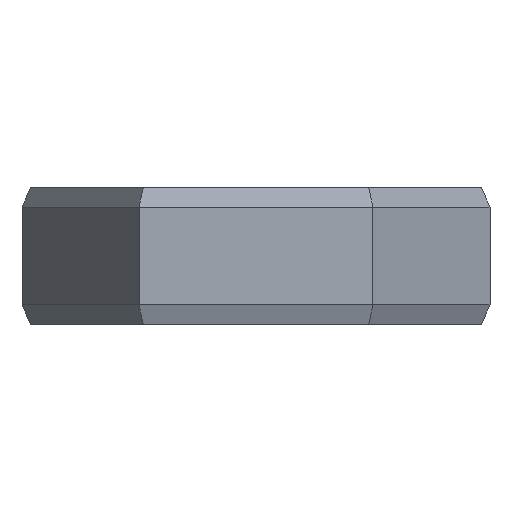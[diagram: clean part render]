
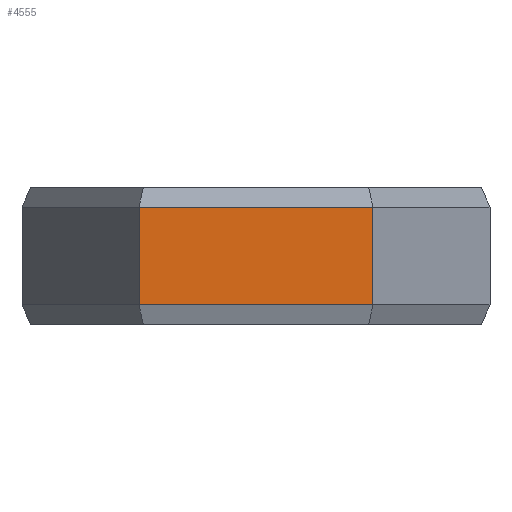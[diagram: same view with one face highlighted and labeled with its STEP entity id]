
A CAD part, front view. The second image highlights one B-rep face of the part: STEP entity #4555.
In plain terms, the highlighted planar face has unit normal (0, -1, 0).
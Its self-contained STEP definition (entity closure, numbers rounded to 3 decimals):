
#767 = B_SPLINE_SURFACE_WITH_KNOTS('',1,1,(
    (#768,#769)
    ,(#770,#771
    )),.UNSPECIFIED.,.F.,.F.,.F.,(2,2),(2,2),(0.,4.792),(0.,1.)
  ,.PIECEWISE_BEZIER_KNOTS.);
#768 = CARTESIAN_POINT('',(-2.309,-4.,0.));
#769 = CARTESIAN_POINT('',(-2.396,-4.15,0.4));
#770 = CARTESIAN_POINT('',(2.309,-4.,0.));
#771 = CARTESIAN_POINT('',(2.396,-4.15,0.4));
#2158 = PLANE('',#2159);
#2159 = AXIS2_PLACEMENT_3D('',#2160,#2161,#2162);
#2160 = CARTESIAN_POINT('',(-4.792,0.,2.4));
#2161 = DIRECTION('',(-0.866,-0.5,0.));
#2162 = DIRECTION('',(0.5,-0.866,0.));
#2541 = VERTEX_POINT('',#2542);
#2542 = CARTESIAN_POINT('',(2.396,-4.15,0.4));
#2556 = PLANE('',#2557);
#2557 = AXIS2_PLACEMENT_3D('',#2558,#2559,#2560);
#2558 = CARTESIAN_POINT('',(2.396,-4.15,2.4));
#2559 = DIRECTION('',(0.866,-0.5,0.));
#2560 = DIRECTION('',(0.5,0.866,0.));
#2593 = EDGE_CURVE('',#2594,#2541,#2596,.T.);
#2594 = VERTEX_POINT('',#2595);
#2595 = CARTESIAN_POINT('',(-2.396,-4.15,0.4));
#2596 = SURFACE_CURVE('',#2597,(#2601,#2608),.PCURVE_S1.);
#2597 = LINE('',#2598,#2599);
#2598 = CARTESIAN_POINT('',(-2.396,-4.15,0.4));
#2599 = VECTOR('',#2600,1.);
#2600 = DIRECTION('',(1.,0.,0.));
#2601 = PCURVE('',#767,#2602);
#2602 = DEFINITIONAL_REPRESENTATION('',(#2603),#2607);
#2603 = LINE('',#2604,#2605);
#2604 = CARTESIAN_POINT('',(0.,1.));
#2605 = VECTOR('',#2606,1.);
#2606 = DIRECTION('',(1.,0.));
#2607 = ( GEOMETRIC_REPRESENTATION_CONTEXT(2) 
PARAMETRIC_REPRESENTATION_CONTEXT() REPRESENTATION_CONTEXT('2D SPACE',''
  ) );
#2608 = PCURVE('',#2609,#2614);
#2609 = PLANE('',#2610);
#2610 = AXIS2_PLACEMENT_3D('',#2611,#2612,#2613);
#2611 = CARTESIAN_POINT('',(-2.396,-4.15,2.4));
#2612 = DIRECTION('',(0.,-1.,0.));
#2613 = DIRECTION('',(1.,0.,0.));
#2614 = DEFINITIONAL_REPRESENTATION('',(#2615),#2619);
#2615 = LINE('',#2616,#2617);
#2616 = CARTESIAN_POINT('',(0.,-2.));
#2617 = VECTOR('',#2618,1.);
#2618 = DIRECTION('',(1.,0.));
#2619 = ( GEOMETRIC_REPRESENTATION_CONTEXT(2) 
PARAMETRIC_REPRESENTATION_CONTEXT() REPRESENTATION_CONTEXT('2D SPACE',''
  ) );
#4385 = EDGE_CURVE('',#2594,#4386,#4388,.T.);
#4386 = VERTEX_POINT('',#4387);
#4387 = CARTESIAN_POINT('',(-2.396,-4.15,2.4));
#4388 = SURFACE_CURVE('',#4389,(#4392,#4398),.PCURVE_S1.);
#4389 = B_SPLINE_CURVE_WITH_KNOTS('',1,(#4390,#4391),.UNSPECIFIED.,.F.,
  .F.,(2,2),(0.,1.),.PIECEWISE_BEZIER_KNOTS.);
#4390 = CARTESIAN_POINT('',(-2.396,-4.15,0.4));
#4391 = CARTESIAN_POINT('',(-2.396,-4.15,2.4));
#4392 = PCURVE('',#2158,#4393);
#4393 = DEFINITIONAL_REPRESENTATION('',(#4394),#4397);
#4394 = B_SPLINE_CURVE_WITH_KNOTS('',1,(#4395,#4396),.UNSPECIFIED.,.F.,
  .F.,(2,2),(0.,1.),.PIECEWISE_BEZIER_KNOTS.);
#4395 = CARTESIAN_POINT('',(4.792,-2.));
#4396 = CARTESIAN_POINT('',(4.792,0.));
#4397 = ( GEOMETRIC_REPRESENTATION_CONTEXT(2) 
PARAMETRIC_REPRESENTATION_CONTEXT() REPRESENTATION_CONTEXT('2D SPACE',''
  ) );
#4398 = PCURVE('',#2609,#4399);
#4399 = DEFINITIONAL_REPRESENTATION('',(#4400),#4403);
#4400 = B_SPLINE_CURVE_WITH_KNOTS('',1,(#4401,#4402),.UNSPECIFIED.,.F.,
  .F.,(2,2),(0.,1.),.PIECEWISE_BEZIER_KNOTS.);
#4401 = CARTESIAN_POINT('',(0.,-2.));
#4402 = CARTESIAN_POINT('',(0.,0.));
#4403 = ( GEOMETRIC_REPRESENTATION_CONTEXT(2) 
PARAMETRIC_REPRESENTATION_CONTEXT() REPRESENTATION_CONTEXT('2D SPACE',''
  ) );
#4511 = VERTEX_POINT('',#4512);
#4512 = CARTESIAN_POINT('',(2.396,-4.15,2.4));
#4538 = EDGE_CURVE('',#2541,#4511,#4539,.T.);
#4539 = SURFACE_CURVE('',#4540,(#4543,#4549),.PCURVE_S1.);
#4540 = B_SPLINE_CURVE_WITH_KNOTS('',1,(#4541,#4542),.UNSPECIFIED.,.F.,
  .F.,(2,2),(0.,1.),.PIECEWISE_BEZIER_KNOTS.);
#4541 = CARTESIAN_POINT('',(2.396,-4.15,0.4));
#4542 = CARTESIAN_POINT('',(2.396,-4.15,2.4));
#4543 = PCURVE('',#2556,#4544);
#4544 = DEFINITIONAL_REPRESENTATION('',(#4545),#4548);
#4545 = B_SPLINE_CURVE_WITH_KNOTS('',1,(#4546,#4547),.UNSPECIFIED.,.F.,
  .F.,(2,2),(0.,1.),.PIECEWISE_BEZIER_KNOTS.);
#4546 = CARTESIAN_POINT('',(0.,-2.));
#4547 = CARTESIAN_POINT('',(0.,0.));
#4548 = ( GEOMETRIC_REPRESENTATION_CONTEXT(2) 
PARAMETRIC_REPRESENTATION_CONTEXT() REPRESENTATION_CONTEXT('2D SPACE',''
  ) );
#4549 = PCURVE('',#2609,#4550);
#4550 = DEFINITIONAL_REPRESENTATION('',(#4551),#4554);
#4551 = B_SPLINE_CURVE_WITH_KNOTS('',1,(#4552,#4553),.UNSPECIFIED.,.F.,
  .F.,(2,2),(0.,1.),.PIECEWISE_BEZIER_KNOTS.);
#4552 = CARTESIAN_POINT('',(4.792,-2.));
#4553 = CARTESIAN_POINT('',(4.792,0.));
#4554 = ( GEOMETRIC_REPRESENTATION_CONTEXT(2) 
PARAMETRIC_REPRESENTATION_CONTEXT() REPRESENTATION_CONTEXT('2D SPACE',''
  ) );
#4555 = ADVANCED_FACE('',(#4556),#2609,.T.);
#4556 = FACE_BOUND('',#4557,.T.);
#4557 = EDGE_LOOP('',(#4558,#4559,#4560,#4586));
#4558 = ORIENTED_EDGE('',*,*,#2593,.T.);
#4559 = ORIENTED_EDGE('',*,*,#4538,.T.);
#4560 = ORIENTED_EDGE('',*,*,#4561,.F.);
#4561 = EDGE_CURVE('',#4386,#4511,#4562,.T.);
#4562 = SURFACE_CURVE('',#4563,(#4567,#4574),.PCURVE_S1.);
#4563 = LINE('',#4564,#4565);
#4564 = CARTESIAN_POINT('',(-2.396,-4.15,2.4));
#4565 = VECTOR('',#4566,1.);
#4566 = DIRECTION('',(1.,0.,0.));
#4567 = PCURVE('',#2609,#4568);
#4568 = DEFINITIONAL_REPRESENTATION('',(#4569),#4573);
#4569 = LINE('',#4570,#4571);
#4570 = CARTESIAN_POINT('',(0.,0.));
#4571 = VECTOR('',#4572,1.);
#4572 = DIRECTION('',(1.,0.));
#4573 = ( GEOMETRIC_REPRESENTATION_CONTEXT(2) 
PARAMETRIC_REPRESENTATION_CONTEXT() REPRESENTATION_CONTEXT('2D SPACE',''
  ) );
#4574 = PCURVE('',#4575,#4580);
#4575 = B_SPLINE_SURFACE_WITH_KNOTS('',1,1,(
    (#4576,#4577)
    ,(#4578,#4579
    )),.UNSPECIFIED.,.F.,.F.,.F.,(2,2),(2,2),(0.,4.792),(0.,1.)
  ,.PIECEWISE_BEZIER_KNOTS.);
#4576 = CARTESIAN_POINT('',(-2.396,-4.15,2.4));
#4577 = CARTESIAN_POINT('',(-2.309,-4.,2.8));
#4578 = CARTESIAN_POINT('',(2.396,-4.15,2.4));
#4579 = CARTESIAN_POINT('',(2.309,-4.,2.8));
#4580 = DEFINITIONAL_REPRESENTATION('',(#4581),#4585);
#4581 = LINE('',#4582,#4583);
#4582 = CARTESIAN_POINT('',(0.,0.));
#4583 = VECTOR('',#4584,1.);
#4584 = DIRECTION('',(1.,0.));
#4585 = ( GEOMETRIC_REPRESENTATION_CONTEXT(2) 
PARAMETRIC_REPRESENTATION_CONTEXT() REPRESENTATION_CONTEXT('2D SPACE',''
  ) );
#4586 = ORIENTED_EDGE('',*,*,#4385,.F.);
